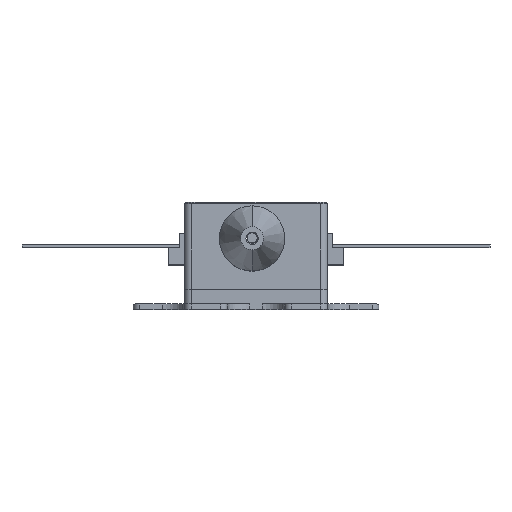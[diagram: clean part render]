
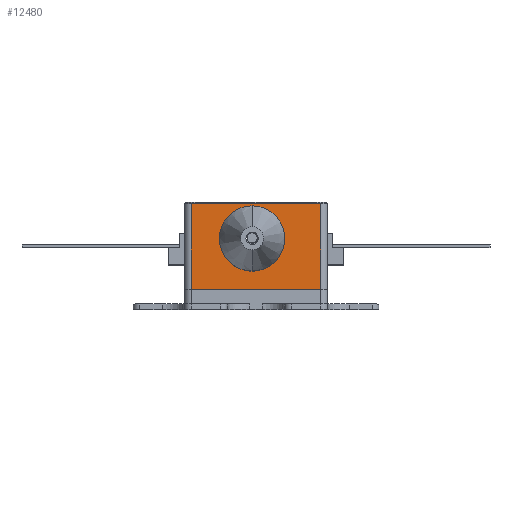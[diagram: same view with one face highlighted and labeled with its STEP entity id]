
A CAD part, top view. The second image highlights one B-rep face of the part: STEP entity #12480.
In plain terms, the highlighted planar face has unit normal (0, 0, 1).
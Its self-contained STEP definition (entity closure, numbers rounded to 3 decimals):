
#11974 = EDGE_CURVE ( 'NONE', #11975, #12082, #25838, .T. ) ;
#11975 = VERTEX_POINT ( 'NONE', #25829 ) ;
#12082 = VERTEX_POINT ( 'NONE', #26023 ) ;
#12101 = VERTEX_POINT ( 'NONE', #26526 ) ;
#12116 = VERTEX_POINT ( 'NONE', #26552 ) ;
#12137 = EDGE_CURVE ( 'NONE', #12138, #12116, #26463, .T. ) ;
#12138 = VERTEX_POINT ( 'NONE', #26458 ) ;
#12139 = ORIENTED_EDGE ( 'NONE', *, *, #12283, .T. ) ;
#12140 = ORIENTED_EDGE ( 'NONE', *, *, #12141, .T. ) ;
#12141 = EDGE_CURVE ( 'NONE', #12281, #12138, #26508, .T. ) ;
#12281 = VERTEX_POINT ( 'NONE', #27033 ) ;
#12283 = EDGE_CURVE ( 'NONE', #12101, #12281, #27032, .T. ) ;
#12469 = ORIENTED_EDGE ( 'NONE', *, *, #12470, .T. ) ;
#12470 = EDGE_CURVE ( 'NONE', #12116, #12101, #27270, .T. ) ;
#12480 = ADVANCED_FACE ( 'NONE', ( #27416, #27415 ), #27400, .T. ) ;
#12482 = EDGE_LOOP ( 'NONE', ( #12483, #12583 ) ) ;
#12483 = ORIENTED_EDGE ( 'NONE', *, *, #12582, .F. ) ;
#12582 = EDGE_CURVE ( 'NONE', #12082, #11975, #27302, .T. ) ;
#12583 = ORIENTED_EDGE ( 'NONE', *, *, #11974, .F. ) ;
#12584 = EDGE_LOOP ( 'NONE', ( #12585, #12469, #12139, #12140 ) ) ;
#12585 = ORIENTED_EDGE ( 'NONE', *, *, #12137, .T. ) ;
#25829 = CARTESIAN_POINT ( 'NONE',  ( -24.358, 1.786, 17.488 ) ) ;
#25830 = DIRECTION ( 'NONE',  ( 1., 0., 0. ) ) ;
#25832 = DIRECTION ( 'NONE',  ( 0., 0., 1. ) ) ;
#25834 = CARTESIAN_POINT ( 'NONE',  ( -22.768, 1.786, 17.488 ) ) ;
#25836 = AXIS2_PLACEMENT_3D ( 'NONE', #25834, #25832, #25830 ) ;
#25838 = CIRCLE ( 'NONE', #25836, 1.59 ) ;
#26023 = CARTESIAN_POINT ( 'NONE',  ( -21.178, 1.786, 17.488 ) ) ;
#26458 = CARTESIAN_POINT ( 'NONE',  ( -16.674, 4.886, 17.488 ) ) ;
#26460 = DIRECTION ( 'NONE',  ( -1., 0., 0. ) ) ;
#26461 = VECTOR ( 'NONE', #26460, 1000. ) ;
#26462 = CARTESIAN_POINT ( 'NONE',  ( -28.774, 4.886, 17.488 ) ) ;
#26463 = LINE ( 'NONE', #26462, #26461 ) ;
#26504 = DIRECTION ( 'NONE',  ( 0., 1., 0. ) ) ;
#26505 = VECTOR ( 'NONE', #26504, 1000. ) ;
#26506 = CARTESIAN_POINT ( 'NONE',  ( -16.674, 4.886, 17.488 ) ) ;
#26508 = LINE ( 'NONE', #26506, #26505 ) ;
#26526 = CARTESIAN_POINT ( 'NONE',  ( -28.174, -2.714, 17.488 ) ) ;
#26552 = CARTESIAN_POINT ( 'NONE',  ( -28.174, 4.886, 17.488 ) ) ;
#27029 = DIRECTION ( 'NONE',  ( 1., 0., 0. ) ) ;
#27030 = VECTOR ( 'NONE', #27029, 1000. ) ;
#27031 = CARTESIAN_POINT ( 'NONE',  ( -28.774, -2.714, 17.488 ) ) ;
#27032 = LINE ( 'NONE', #27031, #27030 ) ;
#27033 = CARTESIAN_POINT ( 'NONE',  ( -16.674, -2.714, 17.488 ) ) ;
#27267 = DIRECTION ( 'NONE',  ( 0., -1., 0. ) ) ;
#27268 = VECTOR ( 'NONE', #27267, 1000. ) ;
#27269 = CARTESIAN_POINT ( 'NONE',  ( -28.174, -2.714, 17.488 ) ) ;
#27270 = LINE ( 'NONE', #27269, #27268 ) ;
#27298 = DIRECTION ( 'NONE',  ( 1., 0., 0. ) ) ;
#27299 = DIRECTION ( 'NONE',  ( 0., 0., 1. ) ) ;
#27300 = CARTESIAN_POINT ( 'NONE',  ( -22.768, 1.786, 17.488 ) ) ;
#27301 = AXIS2_PLACEMENT_3D ( 'NONE', #27300, #27299, #27298 ) ;
#27302 = CIRCLE ( 'NONE', #27301, 1.59 ) ;
#27396 = DIRECTION ( 'NONE',  ( 1., 0., 0. ) ) ;
#27397 = DIRECTION ( 'NONE',  ( 0., 0., 1. ) ) ;
#27398 = CARTESIAN_POINT ( 'NONE',  ( -28.774, -2.714, 17.488 ) ) ;
#27399 = AXIS2_PLACEMENT_3D ( 'NONE', #27398, #27397, #27396 ) ;
#27400 = PLANE ( 'NONE',  #27399 ) ;
#27415 = FACE_OUTER_BOUND ( 'NONE', #12584, .T. ) ;
#27416 = FACE_BOUND ( 'NONE', #12482, .T. ) ;
